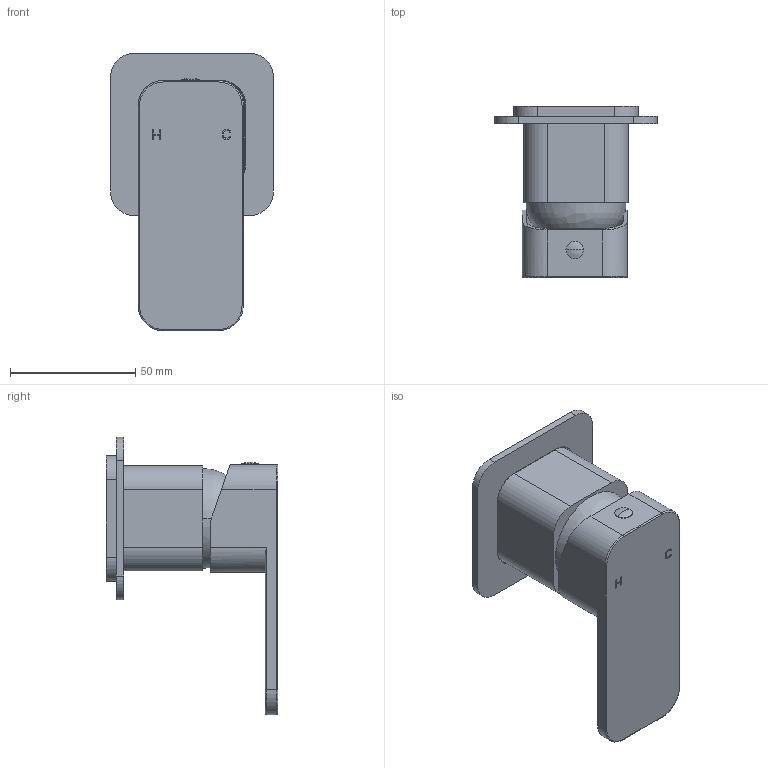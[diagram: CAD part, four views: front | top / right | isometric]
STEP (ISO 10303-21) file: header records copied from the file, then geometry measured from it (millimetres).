
FILE_DESCRIPTION((''),'2;1');
FILE_NAME('1E7006CP_ASM_ASM','2023-06-17T',('Administrator'),(''),'PRO/ENGINEER BY PARAMETRIC TECHNOLOGY CORPORATION, 2010280','PRO/ENGINEER BY PARAMETRIC TECHNOLOGY CORPORATION, 2010280','');
FILE_SCHEMA(('CONFIG_CONTROL_DESIGN'));
Length unit declared in the file: millimetre
Products named in the file (9): 2E7006-31CP_17; 3ZS1004_2; 2E7006-32CP_11; 2E7006-33NT_4; 2A1018-21CP_17; 3LS1001NT_3; 3ZS1006NT_3; 1E7006CP_ASM_5_ASM; 1E7006CP_ASM_ASM
Assembly tree (8 placements, depth 3):
  1E7006CP_ASM_ASM
    1E7006CP_ASM_5_ASM
      2E7006-31CP_17
      3ZS1004_2
      2E7006-32CP_11
      2E7006-33NT_4
      2A1018-21CP_17
      3LS1001NT_3
      3ZS1006NT_3
Bounding box: 65 x 68.5 x 111 mm (x, y, z)
Volume: 45813.2 mm3; surface area: 43630.3 mm2
Topology: 7 solids, 7 shells, 350 faces, 929 edges, 602 vertices
Faces by surface type: plane 146, cylinder 140, torus 28, bspline 22, cone 12, sphere 2
Entity records: 15261 total; most frequent: CARTESIAN_POINT 6388, ORIENTED_EDGE 1854, DIRECTION 1790, EDGE_CURVE 927, AXIS2_PLACEMENT_3D 636, VERTEX_POINT 602, VECTOR 518, LINE 518
